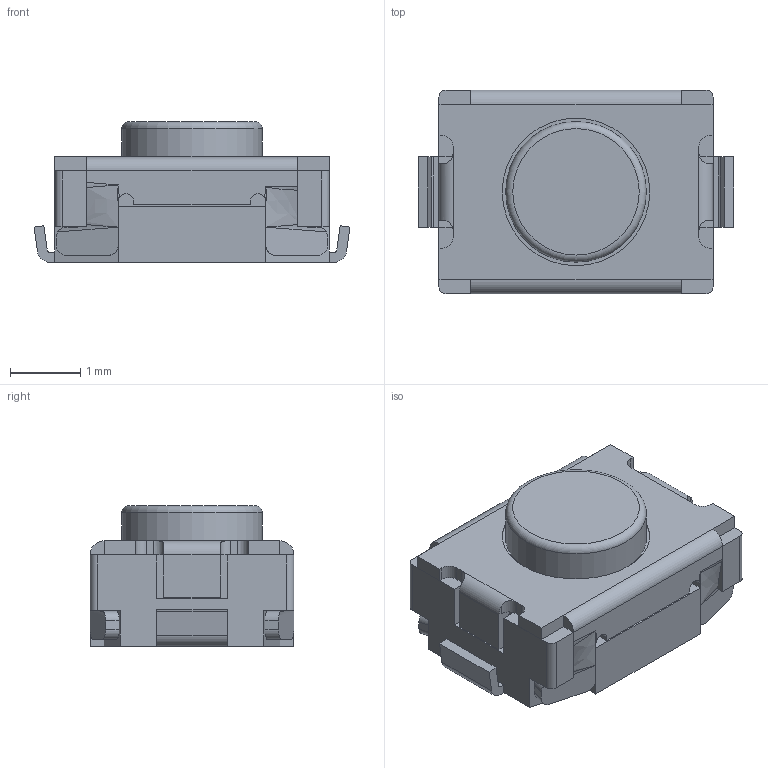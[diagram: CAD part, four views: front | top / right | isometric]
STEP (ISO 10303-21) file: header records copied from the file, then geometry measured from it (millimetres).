
FILE_DESCRIPTION(/* description */ (''),/* implementation_level */ '2;1');
FILE_NAME(/* name */ 'TL1015AFxxxQG.stp',/* time_stamp */ '2022-07-18T17:13:29-05:00',/* author */ ('mwilliams'),/* organization */ (''),/* preprocessor_version */ 'ST-DEVELOPER v18',/* originating_system */ 'Autodesk Inventor 2020',/* authorisation */ '');
FILE_SCHEMA (('AUTOMOTIVE_DESIGN { 1 0 10303 214 3 1 1 }'));
Length unit declared in the file: inch
Products named in the file (1): P420000_Shrinkwrap_1
Bounding box: 4.5 x 2.9 x 2 mm (x, y, z)
Volume: 13.9 mm3; surface area: 102 mm2
Topology: 5 solids, 5 shells, 241 faces, 650 edges, 418 vertices
Faces by surface type: plane 156, cylinder 57, bspline 27, torus 1
Full cylindrical faces by diameter (mm): 0.4 x2, 0.403 x1, 2 x1, 2.1 x1
Entity records: 8443 total; most frequent: CARTESIAN_POINT 2222, ORIENTED_EDGE 1282, DIRECTION 1129, EDGE_CURVE 641, LINE 471, VECTOR 471, VERTEX_POINT 417, AXIS2_PLACEMENT_3D 329
